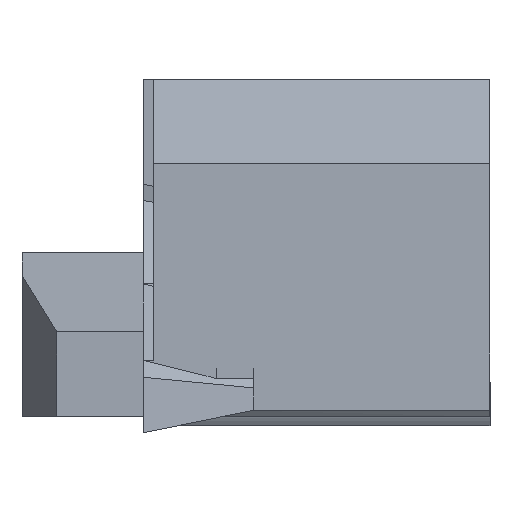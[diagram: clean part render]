
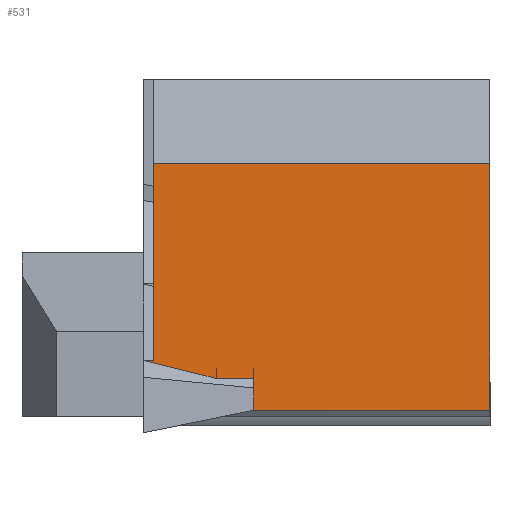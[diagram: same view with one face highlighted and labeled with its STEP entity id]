
A CAD part, left-side view. The second image highlights one B-rep face of the part: STEP entity #531.
In plain terms, the highlighted planar face has unit normal (-1, 0, 0.018).
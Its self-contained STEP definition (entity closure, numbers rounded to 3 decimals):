
#5 = VERTEX_POINT ( 'NONE', #364 ) ;
#8 = FACE_OUTER_BOUND ( 'NONE', #1246, .T. ) ;
#34 = DIRECTION ( 'NONE',  ( 0., -1., 0. ) ) ;
#56 = CARTESIAN_POINT ( 'NONE',  ( 0.655, 0., -18.109 ) ) ;
#98 = LINE ( 'NONE', #750, #242 ) ;
#102 = EDGE_CURVE ( 'NONE', #1235, #1933, #162, .T. ) ;
#110 = EDGE_CURVE ( 'NONE', #749, #1013, #1881, .T. ) ;
#162 = LINE ( 'NONE', #1739, #1406 ) ;
#191 = CARTESIAN_POINT ( 'NONE',  ( 0.655, -0.3, -18.109 ) ) ;
#242 = VECTOR ( 'NONE', #1921, 1000. ) ;
#258 = VERTEX_POINT ( 'NONE', #1379 ) ;
#342 = VECTOR ( 'NONE', #434, 1000. ) ;
#355 = VERTEX_POINT ( 'NONE', #2033 ) ;
#360 = EDGE_CURVE ( 'NONE', #1933, #5, #1523, .T. ) ;
#364 = CARTESIAN_POINT ( 'NONE',  ( 0.646, -2.099, -18.634 ) ) ;
#367 = EDGE_CURVE ( 'NONE', #989, #355, #697, .T. ) ;
#433 = CARTESIAN_POINT ( 'NONE',  ( 0.641, -3.18, -18.904 ) ) ;
#434 = DIRECTION ( 'NONE',  ( -0.004, -0.97, -0.243 ) ) ;
#438 = CARTESIAN_POINT ( 'NONE',  ( 0.754, 128.867, -12.427 ) ) ;
#445 = CARTESIAN_POINT ( 'NONE',  ( 0.646, -3.18, -18.634 ) ) ;
#504 = DIRECTION ( 'NONE',  ( 0., -1., 0. ) ) ;
#531 = ADVANCED_FACE ( 'NONE', ( #8 ), #1325, .F. ) ;
#545 = VECTOR ( 'NONE', #504, 1000. ) ;
#551 = ORIENTED_EDGE ( 'NONE', *, *, #102, .T. ) ;
#591 = VECTOR ( 'NONE', #664, 1000. ) ;
#607 = EDGE_CURVE ( 'NONE', #1013, #258, #98, .T. ) ;
#608 = CARTESIAN_POINT ( 'NONE',  ( 0.735, -3.18, -13.505 ) ) ;
#652 = VERTEX_POINT ( 'NONE', #756 ) ;
#657 = CARTESIAN_POINT ( 'NONE',  ( 0.622, -10., -20.011 ) ) ;
#664 = DIRECTION ( 'NONE',  ( -0.017, 0., -1. ) ) ;
#676 = DIRECTION ( 'NONE',  ( 1., 0., -0.017 ) ) ;
#690 = CARTESIAN_POINT ( 'NONE',  ( 0.63, -3.18, -19.548 ) ) ;
#697 = LINE ( 'NONE', #438, #1468 ) ;
#701 = ORIENTED_EDGE ( 'NONE', *, *, #607, .F. ) ;
#722 = ORIENTED_EDGE ( 'NONE', *, *, #2038, .T. ) ;
#742 = DIRECTION ( 'NONE',  ( -0.017, 0., -1. ) ) ;
#749 = VERTEX_POINT ( 'NONE', #690 ) ;
#750 = CARTESIAN_POINT ( 'NONE',  ( 0.735, -3.18, -13.505 ) ) ;
#756 = CARTESIAN_POINT ( 'NONE',  ( 0.63, -10., -19.548 ) ) ;
#779 = DIRECTION ( 'NONE',  ( 0., 1., 0. ) ) ;
#893 = ORIENTED_EDGE ( 'NONE', *, *, #1605, .T. ) ;
#930 = EDGE_CURVE ( 'NONE', #749, #652, #1837, .T. ) ;
#939 = EDGE_CURVE ( 'NONE', #355, #652, #1769, .T. ) ;
#989 = VERTEX_POINT ( 'NONE', #1226 ) ;
#1013 = VERTEX_POINT ( 'NONE', #433 ) ;
#1076 = VECTOR ( 'NONE', #1105, 1000. ) ;
#1105 = DIRECTION ( 'NONE',  ( 0.017, 0., 1. ) ) ;
#1135 = ORIENTED_EDGE ( 'NONE', *, *, #930, .T. ) ;
#1226 = CARTESIAN_POINT ( 'NONE',  ( 0.754, -0.3, -12.427 ) ) ;
#1235 = VERTEX_POINT ( 'NONE', #191 ) ;
#1246 = EDGE_LOOP ( 'NONE', ( #1515, #893, #701, #1612, #1135, #1897, #1955, #722, #551 ) ) ;
#1248 = VECTOR ( 'NONE', #1416, 1000. ) ;
#1312 = CARTESIAN_POINT ( 'NONE',  ( 0.63, 128.867, -19.548 ) ) ;
#1320 = AXIS2_PLACEMENT_3D ( 'NONE', #1478, #676, #1802 ) ;
#1325 = PLANE ( 'NONE',  #1320 ) ;
#1379 = CARTESIAN_POINT ( 'NONE',  ( 0.646, -3.18, -18.634 ) ) ;
#1401 = CARTESIAN_POINT ( 'NONE',  ( 0.66, 1.11, -17.832 ) ) ;
#1406 = VECTOR ( 'NONE', #779, 1000. ) ;
#1416 = DIRECTION ( 'NONE',  ( 0., -1., 0. ) ) ;
#1468 = VECTOR ( 'NONE', #34, 1000. ) ;
#1478 = CARTESIAN_POINT ( 'NONE',  ( 0.754, 128.867, -12.427 ) ) ;
#1515 = ORIENTED_EDGE ( 'NONE', *, *, #360, .T. ) ;
#1523 = LINE ( 'NONE', #1401, #342 ) ;
#1543 = CARTESIAN_POINT ( 'NONE',  ( 0.796, -0.3, -10. ) ) ;
#1605 = EDGE_CURVE ( 'NONE', #5, #258, #1997, .T. ) ;
#1612 = ORIENTED_EDGE ( 'NONE', *, *, #110, .F. ) ;
#1676 = LINE ( 'NONE', #1543, #1745 ) ;
#1739 = CARTESIAN_POINT ( 'NONE',  ( 0.655, -0.3, -18.109 ) ) ;
#1745 = VECTOR ( 'NONE', #742, 1000. ) ;
#1769 = LINE ( 'NONE', #657, #591 ) ;
#1802 = DIRECTION ( 'NONE',  ( 0.017, 0., 1. ) ) ;
#1837 = LINE ( 'NONE', #1312, #545 ) ;
#1881 = LINE ( 'NONE', #608, #1076 ) ;
#1897 = ORIENTED_EDGE ( 'NONE', *, *, #939, .F. ) ;
#1921 = DIRECTION ( 'NONE',  ( 0.017, 0., 1. ) ) ;
#1933 = VERTEX_POINT ( 'NONE', #56 ) ;
#1955 = ORIENTED_EDGE ( 'NONE', *, *, #367, .F. ) ;
#1997 = LINE ( 'NONE', #445, #1248 ) ;
#2033 = CARTESIAN_POINT ( 'NONE',  ( 0.754, -10., -12.427 ) ) ;
#2038 = EDGE_CURVE ( 'NONE', #989, #1235, #1676, .T. ) ;
